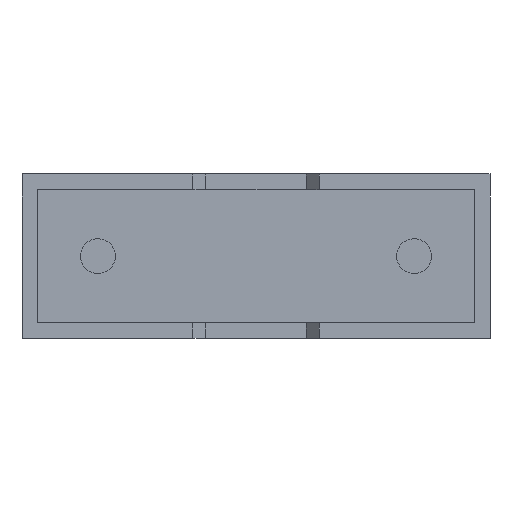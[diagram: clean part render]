
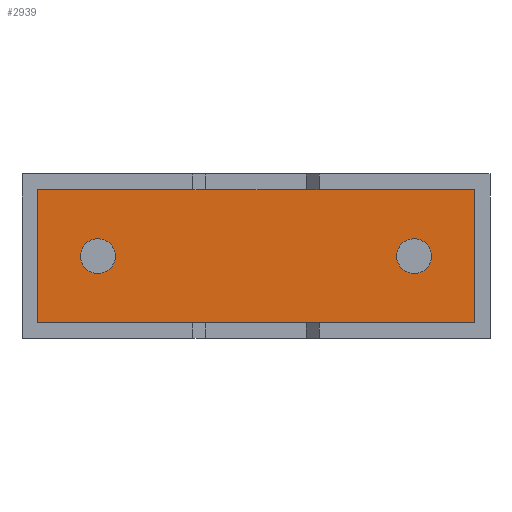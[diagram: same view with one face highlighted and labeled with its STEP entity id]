
A CAD part, front view. The second image highlights one B-rep face of the part: STEP entity #2939.
In plain terms, the highlighted planar face has unit normal (0, -1, 0).
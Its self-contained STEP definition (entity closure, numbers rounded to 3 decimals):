
#4 = CARTESIAN_POINT ( 'NONE',  ( 0.247, 0.75, 0.247 ) ) ;
#8 = DIRECTION ( 'NONE',  ( 0., -1., 0. ) ) ;
#24 = CARTESIAN_POINT ( 'NONE',  ( 1.2, 0.75, 1.3 ) ) ;
#25 = CARTESIAN_POINT ( 'NONE',  ( 0.247, 0.75, 0.247 ) ) ;
#58 = DIRECTION ( 'NONE',  ( 0., 0., -1. ) ) ;
#108 = VERTEX_POINT ( 'NONE', #770 ) ;
#178 = LINE ( 'NONE', #1559, #695 ) ;
#189 = EDGE_LOOP ( 'NONE', ( #3047, #880 ) ) ;
#255 = CIRCLE ( 'NONE', #1963, 0.275 ) ;
#278 = PLANE ( 'NONE',  #495 ) ;
#282 = DIRECTION ( 'NONE',  ( 0., 0., -1. ) ) ;
#300 = ORIENTED_EDGE ( 'NONE', *, *, #872, .F. ) ;
#327 = DIRECTION ( 'NONE',  ( 0., -1., 0. ) ) ;
#365 = LINE ( 'NONE', #2687, #435 ) ;
#401 = DIRECTION ( 'NONE',  ( 0., -1., 0. ) ) ;
#407 = CIRCLE ( 'NONE', #2667, 0.275 ) ;
#414 = AXIS2_PLACEMENT_3D ( 'NONE', #1498, #2438, #58 ) ;
#435 = VECTOR ( 'NONE', #1563, 1000. ) ;
#460 = ORIENTED_EDGE ( 'NONE', *, *, #2934, .T. ) ;
#495 = AXIS2_PLACEMENT_3D ( 'NONE', #1959, #327, #1242 ) ;
#557 = ORIENTED_EDGE ( 'NONE', *, *, #2478, .F. ) ;
#598 = ORIENTED_EDGE ( 'NONE', *, *, #1531, .T. ) ;
#650 = DIRECTION ( 'NONE',  ( 0., 0., -1. ) ) ;
#660 = VERTEX_POINT ( 'NONE', #25 ) ;
#695 = VECTOR ( 'NONE', #2499, 1000. ) ;
#703 = EDGE_CURVE ( 'NONE', #2486, #108, #2839, .T. ) ;
#714 = FACE_OUTER_BOUND ( 'NONE', #2238, .T. ) ;
#742 = VERTEX_POINT ( 'NONE', #2196 ) ;
#770 = CARTESIAN_POINT ( 'NONE',  ( 6.2, 0.75, 1.025 ) ) ;
#863 = VERTEX_POINT ( 'NONE', #1886 ) ;
#872 = EDGE_CURVE ( 'NONE', #742, #2002, #1693, .T. ) ;
#880 = ORIENTED_EDGE ( 'NONE', *, *, #2327, .F. ) ;
#927 = CARTESIAN_POINT ( 'NONE',  ( 7.153, 0.75, 0.247 ) ) ;
#959 = DIRECTION ( 'NONE',  ( 1., 0., 0. ) ) ;
#978 = CARTESIAN_POINT ( 'NONE',  ( 6.2, 0.75, 1.575 ) ) ;
#1024 = EDGE_CURVE ( 'NONE', #1399, #660, #178, .T. ) ;
#1242 = DIRECTION ( 'NONE',  ( 0., 0., -1. ) ) ;
#1302 = EDGE_LOOP ( 'NONE', ( #300, #557 ) ) ;
#1304 = DIRECTION ( 'NONE',  ( 0., 0., 1. ) ) ;
#1399 = VERTEX_POINT ( 'NONE', #1910 ) ;
#1458 = ORIENTED_EDGE ( 'NONE', *, *, #2952, .T. ) ;
#1478 = FACE_BOUND ( 'NONE', #1302, .T. ) ;
#1498 = CARTESIAN_POINT ( 'NONE',  ( 1.2, 0.75, 1.3 ) ) ;
#1531 = EDGE_CURVE ( 'NONE', #863, #1399, #365, .T. ) ;
#1556 = DIRECTION ( 'NONE',  ( 0., 0., -1. ) ) ;
#1559 = CARTESIAN_POINT ( 'NONE',  ( 0.247, 0.75, 2.353 ) ) ;
#1563 = DIRECTION ( 'NONE',  ( -1., 0., 0. ) ) ;
#1693 = CIRCLE ( 'NONE', #414, 0.275 ) ;
#1723 = LINE ( 'NONE', #2920, #2769 ) ;
#1886 = CARTESIAN_POINT ( 'NONE',  ( 7.153, 0.75, 2.353 ) ) ;
#1910 = CARTESIAN_POINT ( 'NONE',  ( 0.247, 0.75, 2.353 ) ) ;
#1959 = CARTESIAN_POINT ( 'NONE',  ( 0., 0.75, 0. ) ) ;
#1963 = AXIS2_PLACEMENT_3D ( 'NONE', #2513, #401, #650 ) ;
#1966 = CARTESIAN_POINT ( 'NONE',  ( 1.2, 0.75, 1.025 ) ) ;
#2002 = VERTEX_POINT ( 'NONE', #1966 ) ;
#2011 = CARTESIAN_POINT ( 'NONE',  ( 6.2, 0.75, 1.3 ) ) ;
#2125 = VECTOR ( 'NONE', #959, 1000. ) ;
#2170 = VERTEX_POINT ( 'NONE', #927 ) ;
#2196 = CARTESIAN_POINT ( 'NONE',  ( 1.2, 0.75, 1.575 ) ) ;
#2238 = EDGE_LOOP ( 'NONE', ( #3029, #460, #1458, #598 ) ) ;
#2327 = EDGE_CURVE ( 'NONE', #108, #2486, #255, .T. ) ;
#2369 = FACE_BOUND ( 'NONE', #189, .T. ) ;
#2386 = LINE ( 'NONE', #4, #2125 ) ;
#2402 = DIRECTION ( 'NONE',  ( 0., -1., 0. ) ) ;
#2438 = DIRECTION ( 'NONE',  ( 0., -1., 0. ) ) ;
#2478 = EDGE_CURVE ( 'NONE', #2002, #742, #407, .T. ) ;
#2486 = VERTEX_POINT ( 'NONE', #978 ) ;
#2499 = DIRECTION ( 'NONE',  ( 0., 0., -1. ) ) ;
#2504 = AXIS2_PLACEMENT_3D ( 'NONE', #2011, #2402, #1556 ) ;
#2513 = CARTESIAN_POINT ( 'NONE',  ( 6.2, 0.75, 1.3 ) ) ;
#2667 = AXIS2_PLACEMENT_3D ( 'NONE', #24, #8, #282 ) ;
#2687 = CARTESIAN_POINT ( 'NONE',  ( 7.153, 0.75, 2.353 ) ) ;
#2769 = VECTOR ( 'NONE', #1304, 1000. ) ;
#2839 = CIRCLE ( 'NONE', #2504, 0.275 ) ;
#2920 = CARTESIAN_POINT ( 'NONE',  ( 7.153, 0.75, 0.247 ) ) ;
#2934 = EDGE_CURVE ( 'NONE', #660, #2170, #2386, .T. ) ;
#2939 = ADVANCED_FACE ( 'NONE', ( #2369, #714, #1478 ), #278, .T. ) ;
#2952 = EDGE_CURVE ( 'NONE', #2170, #863, #1723, .T. ) ;
#3029 = ORIENTED_EDGE ( 'NONE', *, *, #1024, .T. ) ;
#3047 = ORIENTED_EDGE ( 'NONE', *, *, #703, .F. ) ;
